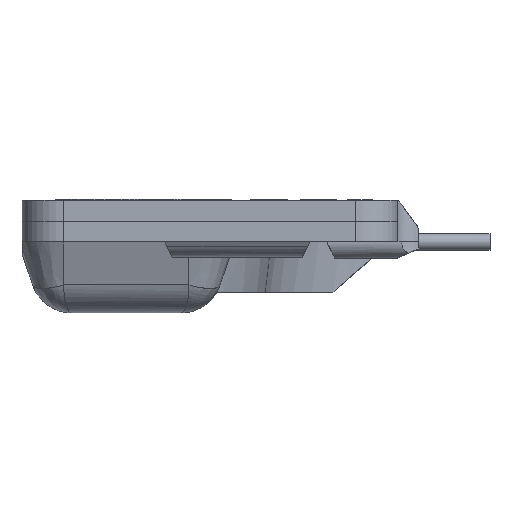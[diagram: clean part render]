
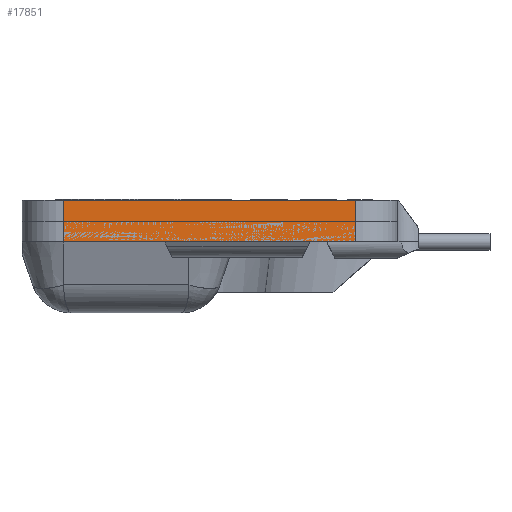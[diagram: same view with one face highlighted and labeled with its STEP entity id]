
A CAD part, left-side view. The second image highlights one B-rep face of the part: STEP entity #17851.
In plain terms, the highlighted planar face has unit normal (1, 0, 0).
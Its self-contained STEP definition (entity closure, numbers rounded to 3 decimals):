
#17851 = ADVANCED_FACE('',(#17852),#17866,.T.);
#17852 = FACE_BOUND('',#17853,.T.);
#17853 = EDGE_LOOP('',(#17854,#17877,#17893,#17909));
#17854 = ORIENTED_EDGE('',*,*,#17855,.T.);
#17855 = EDGE_CURVE('',#17856,#17858,#17860,.T.);
#17856 = VERTEX_POINT('',#17857);
#17857 = CARTESIAN_POINT('',(-36.9,2.309,3.93));
#17858 = VERTEX_POINT('',#17859);
#17859 = CARTESIAN_POINT('',(-36.9,2.309,1.39));
#17860 = SURFACE_CURVE('',#17861,(#17865),.PCURVE_S1.);
#17861 = LINE('',#17862,#17863);
#17862 = CARTESIAN_POINT('',(-36.9,2.309,2.66));
#17863 = VECTOR('',#17864,1.);
#17864 = DIRECTION('',(0.,0.,-1.));
#17865 = PCURVE('',#17866,#17871);
#17866 = PLANE('',#17867);
#17867 = AXIS2_PLACEMENT_3D('',#17868,#17869,#17870);
#17868 = CARTESIAN_POINT('',(-36.9,2.309,3.93));
#17869 = DIRECTION('',(1.,0.,0.));
#17870 = DIRECTION('',(0.,0.,-1.));
#17871 = DEFINITIONAL_REPRESENTATION('',(#17872),#17876);
#17872 = LINE('',#17873,#17874);
#17873 = CARTESIAN_POINT('',(1.27,0.));
#17874 = VECTOR('',#17875,1.);
#17875 = DIRECTION('',(1.,0.));
#17876 = ( GEOMETRIC_REPRESENTATION_CONTEXT(2) 
PARAMETRIC_REPRESENTATION_CONTEXT() REPRESENTATION_CONTEXT('2D SPACE',''
  ) );
#17877 = ORIENTED_EDGE('',*,*,#17878,.T.);
#17878 = EDGE_CURVE('',#17858,#17879,#17881,.T.);
#17879 = VERTEX_POINT('',#17880);
#17880 = CARTESIAN_POINT('',(-36.9,20.089,1.39));
#17881 = SURFACE_CURVE('',#17882,(#17886),.PCURVE_S1.);
#17882 = LINE('',#17883,#17884);
#17883 = CARTESIAN_POINT('',(-36.9,11.199,1.39));
#17884 = VECTOR('',#17885,1.);
#17885 = DIRECTION('',(0.,1.,0.));
#17886 = PCURVE('',#17866,#17887);
#17887 = DEFINITIONAL_REPRESENTATION('',(#17888),#17892);
#17888 = LINE('',#17889,#17890);
#17889 = CARTESIAN_POINT('',(2.54,8.89));
#17890 = VECTOR('',#17891,1.);
#17891 = DIRECTION('',(0.,1.));
#17892 = ( GEOMETRIC_REPRESENTATION_CONTEXT(2) 
PARAMETRIC_REPRESENTATION_CONTEXT() REPRESENTATION_CONTEXT('2D SPACE',''
  ) );
#17893 = ORIENTED_EDGE('',*,*,#17894,.T.);
#17894 = EDGE_CURVE('',#17879,#17895,#17897,.T.);
#17895 = VERTEX_POINT('',#17896);
#17896 = CARTESIAN_POINT('',(-36.9,20.089,3.93));
#17897 = SURFACE_CURVE('',#17898,(#17902),.PCURVE_S1.);
#17898 = LINE('',#17899,#17900);
#17899 = CARTESIAN_POINT('',(-36.9,20.089,2.66));
#17900 = VECTOR('',#17901,1.);
#17901 = DIRECTION('',(0.,0.,1.));
#17902 = PCURVE('',#17866,#17903);
#17903 = DEFINITIONAL_REPRESENTATION('',(#17904),#17908);
#17904 = LINE('',#17905,#17906);
#17905 = CARTESIAN_POINT('',(1.27,17.78));
#17906 = VECTOR('',#17907,1.);
#17907 = DIRECTION('',(-1.,0.));
#17908 = ( GEOMETRIC_REPRESENTATION_CONTEXT(2) 
PARAMETRIC_REPRESENTATION_CONTEXT() REPRESENTATION_CONTEXT('2D SPACE',''
  ) );
#17909 = ORIENTED_EDGE('',*,*,#17910,.T.);
#17910 = EDGE_CURVE('',#17895,#17856,#17911,.T.);
#17911 = SURFACE_CURVE('',#17912,(#17916),.PCURVE_S1.);
#17912 = LINE('',#17913,#17914);
#17913 = CARTESIAN_POINT('',(-36.9,11.199,3.93));
#17914 = VECTOR('',#17915,1.);
#17915 = DIRECTION('',(0.,-1.,0.));
#17916 = PCURVE('',#17866,#17917);
#17917 = DEFINITIONAL_REPRESENTATION('',(#17918),#17922);
#17918 = LINE('',#17919,#17920);
#17919 = CARTESIAN_POINT('',(0.,8.89));
#17920 = VECTOR('',#17921,1.);
#17921 = DIRECTION('',(0.,-1.));
#17922 = ( GEOMETRIC_REPRESENTATION_CONTEXT(2) 
PARAMETRIC_REPRESENTATION_CONTEXT() REPRESENTATION_CONTEXT('2D SPACE',''
  ) );
